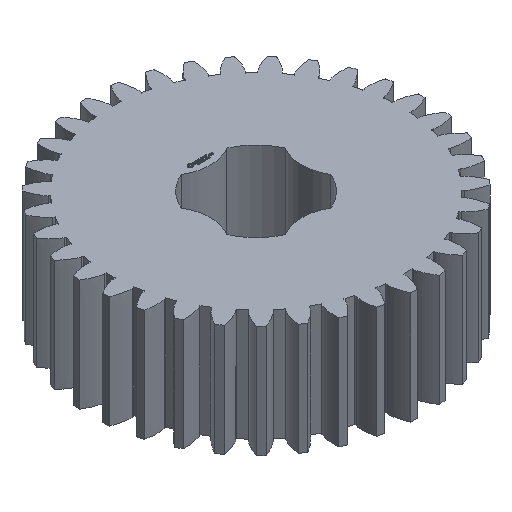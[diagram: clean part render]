
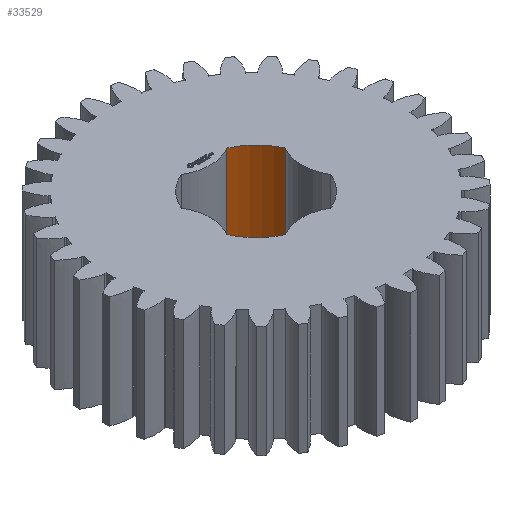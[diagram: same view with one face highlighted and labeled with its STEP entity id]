
A CAD part, isometric view. The second image highlights one B-rep face of the part: STEP entity #33529.
In plain terms, the highlighted cylindrical face has radius 6.35 mm (diameter 12.7 mm), a partial arc.
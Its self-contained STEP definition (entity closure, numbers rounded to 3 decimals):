
#93 = PLANE('',#94);
#94 = AXIS2_PLACEMENT_3D('',#95,#96,#97);
#95 = CARTESIAN_POINT('',(0.,0.,12.5));
#96 = DIRECTION('',(0.,0.,1.));
#97 = DIRECTION('',(1.,0.,0.));
#168 = PLANE('',#169);
#169 = AXIS2_PLACEMENT_3D('',#170,#171,#172);
#170 = CARTESIAN_POINT('',(0.,0.,0.));
#171 = DIRECTION('',(0.,0.,1.));
#172 = DIRECTION('',(1.,0.,0.));
#10184 = VERTEX_POINT('',#10185);
#10185 = CARTESIAN_POINT('',(2.55,5.816,0.));
#10200 = CYLINDRICAL_SURFACE('',#10201,4.9);
#10201 = AXIS2_PLACEMENT_3D('',#10202,#10203,#10204);
#10202 = CARTESIAN_POINT('',(0.,10.,0.));
#10203 = DIRECTION('',(0.,-0.,-1.));
#10204 = DIRECTION('',(0.707,0.707,0.));
#10212 = EDGE_CURVE('',#10213,#10184,#10215,.T.);
#10213 = VERTEX_POINT('',#10214);
#10214 = CARTESIAN_POINT('',(5.816,2.55,0.));
#10215 = SURFACE_CURVE('',#10216,(#10221,#10228),.PCURVE_S1.);
#10216 = CIRCLE('',#10217,6.35);
#10217 = AXIS2_PLACEMENT_3D('',#10218,#10219,#10220);
#10218 = CARTESIAN_POINT('',(0.,0.,0.));
#10219 = DIRECTION('',(0.,-0.,1.));
#10220 = DIRECTION('',(0.707,0.707,0.));
#10221 = PCURVE('',#168,#10222);
#10222 = DEFINITIONAL_REPRESENTATION('',(#10223),#10227);
#10223 = CIRCLE('',#10224,6.35);
#10224 = AXIS2_PLACEMENT_2D('',#10225,#10226);
#10225 = CARTESIAN_POINT('',(0.,0.));
#10226 = DIRECTION('',(0.707,0.707));
#10227 = ( GEOMETRIC_REPRESENTATION_CONTEXT(2) 
PARAMETRIC_REPRESENTATION_CONTEXT() REPRESENTATION_CONTEXT('2D SPACE',''
  ) );
#10228 = PCURVE('',#10229,#10234);
#10229 = CYLINDRICAL_SURFACE('',#10230,6.35);
#10230 = AXIS2_PLACEMENT_3D('',#10231,#10232,#10233);
#10231 = CARTESIAN_POINT('',(0.,0.,0.));
#10232 = DIRECTION('',(0.,-0.,-1.));
#10233 = DIRECTION('',(0.707,0.707,0.));
#10234 = DEFINITIONAL_REPRESENTATION('',(#10235),#10239);
#10235 = LINE('',#10236,#10237);
#10236 = CARTESIAN_POINT('',(-0.,0.));
#10237 = VECTOR('',#10238,1.);
#10238 = DIRECTION('',(-1.,0.));
#10239 = ( GEOMETRIC_REPRESENTATION_CONTEXT(2) 
PARAMETRIC_REPRESENTATION_CONTEXT() REPRESENTATION_CONTEXT('2D SPACE',''
  ) );
#10258 = CYLINDRICAL_SURFACE('',#10259,4.9);
#10259 = AXIS2_PLACEMENT_3D('',#10260,#10261,#10262);
#10260 = CARTESIAN_POINT('',(10.,0.,0.));
#10261 = DIRECTION('',(0.,-0.,-1.));
#10262 = DIRECTION('',(0.707,0.707,0.));
#17490 = VERTEX_POINT('',#17491);
#17491 = CARTESIAN_POINT('',(2.55,5.816,12.5));
#17513 = EDGE_CURVE('',#17514,#17490,#17516,.T.);
#17514 = VERTEX_POINT('',#17515);
#17515 = CARTESIAN_POINT('',(5.816,2.55,12.5));
#17516 = SURFACE_CURVE('',#17517,(#17522,#17529),.PCURVE_S1.);
#17517 = CIRCLE('',#17518,6.35);
#17518 = AXIS2_PLACEMENT_3D('',#17519,#17520,#17521);
#17519 = CARTESIAN_POINT('',(0.,0.,12.5)
  );
#17520 = DIRECTION('',(0.,-0.,1.));
#17521 = DIRECTION('',(0.707,0.707,0.));
#17522 = PCURVE('',#93,#17523);
#17523 = DEFINITIONAL_REPRESENTATION('',(#17524),#17528);
#17524 = CIRCLE('',#17525,6.35);
#17525 = AXIS2_PLACEMENT_2D('',#17526,#17527);
#17526 = CARTESIAN_POINT('',(0.,0.));
#17527 = DIRECTION('',(0.707,0.707));
#17528 = ( GEOMETRIC_REPRESENTATION_CONTEXT(2) 
PARAMETRIC_REPRESENTATION_CONTEXT() REPRESENTATION_CONTEXT('2D SPACE',''
  ) );
#17529 = PCURVE('',#10229,#17530);
#17530 = DEFINITIONAL_REPRESENTATION('',(#17531),#17535);
#17531 = LINE('',#17532,#17533);
#17532 = CARTESIAN_POINT('',(-0.,-12.5));
#17533 = VECTOR('',#17534,1.);
#17534 = DIRECTION('',(-1.,0.));
#17535 = ( GEOMETRIC_REPRESENTATION_CONTEXT(2) 
PARAMETRIC_REPRESENTATION_CONTEXT() REPRESENTATION_CONTEXT('2D SPACE',''
  ) );
#33506 = EDGE_CURVE('',#10213,#17514,#33507,.T.);
#33507 = SURFACE_CURVE('',#33508,(#33512,#33519),.PCURVE_S1.);
#33508 = LINE('',#33509,#33510);
#33509 = CARTESIAN_POINT('',(5.816,2.55,0.));
#33510 = VECTOR('',#33511,1.);
#33511 = DIRECTION('',(0.,0.,1.));
#33512 = PCURVE('',#10258,#33513);
#33513 = DEFINITIONAL_REPRESENTATION('',(#33514),#33518);
#33514 = LINE('',#33515,#33516);
#33515 = CARTESIAN_POINT('',(-1.809,0.));
#33516 = VECTOR('',#33517,1.);
#33517 = DIRECTION('',(-0.,-1.));
#33518 = ( GEOMETRIC_REPRESENTATION_CONTEXT(2) 
PARAMETRIC_REPRESENTATION_CONTEXT() REPRESENTATION_CONTEXT('2D SPACE',''
  ) );
#33519 = PCURVE('',#10229,#33520);
#33520 = DEFINITIONAL_REPRESENTATION('',(#33521),#33525);
#33521 = LINE('',#33522,#33523);
#33522 = CARTESIAN_POINT('',(-5.911,0.));
#33523 = VECTOR('',#33524,1.);
#33524 = DIRECTION('',(-0.,-1.));
#33525 = ( GEOMETRIC_REPRESENTATION_CONTEXT(2) 
PARAMETRIC_REPRESENTATION_CONTEXT() REPRESENTATION_CONTEXT('2D SPACE',''
  ) );
#33529 = ADVANCED_FACE('',(#33530),#10229,.F.);
#33530 = FACE_BOUND('',#33531,.T.);
#33531 = EDGE_LOOP('',(#33532,#33533,#33534,#33555));
#33532 = ORIENTED_EDGE('',*,*,#33506,.T.);
#33533 = ORIENTED_EDGE('',*,*,#17513,.T.);
#33534 = ORIENTED_EDGE('',*,*,#33535,.F.);
#33535 = EDGE_CURVE('',#10184,#17490,#33536,.T.);
#33536 = SURFACE_CURVE('',#33537,(#33541,#33548),.PCURVE_S1.);
#33537 = LINE('',#33538,#33539);
#33538 = CARTESIAN_POINT('',(2.55,5.816,0.));
#33539 = VECTOR('',#33540,1.);
#33540 = DIRECTION('',(0.,0.,1.));
#33541 = PCURVE('',#10229,#33542);
#33542 = DEFINITIONAL_REPRESENTATION('',(#33543),#33547);
#33543 = LINE('',#33544,#33545);
#33544 = CARTESIAN_POINT('',(-6.655,0.));
#33545 = VECTOR('',#33546,1.);
#33546 = DIRECTION('',(-0.,-1.));
#33547 = ( GEOMETRIC_REPRESENTATION_CONTEXT(2) 
PARAMETRIC_REPRESENTATION_CONTEXT() REPRESENTATION_CONTEXT('2D SPACE',''
  ) );
#33548 = PCURVE('',#10200,#33549);
#33549 = DEFINITIONAL_REPRESENTATION('',(#33550),#33554);
#33550 = LINE('',#33551,#33552);
#33551 = CARTESIAN_POINT('',(-4.474,0.));
#33552 = VECTOR('',#33553,1.);
#33553 = DIRECTION('',(-0.,-1.));
#33554 = ( GEOMETRIC_REPRESENTATION_CONTEXT(2) 
PARAMETRIC_REPRESENTATION_CONTEXT() REPRESENTATION_CONTEXT('2D SPACE',''
  ) );
#33555 = ORIENTED_EDGE('',*,*,#10212,.F.);
